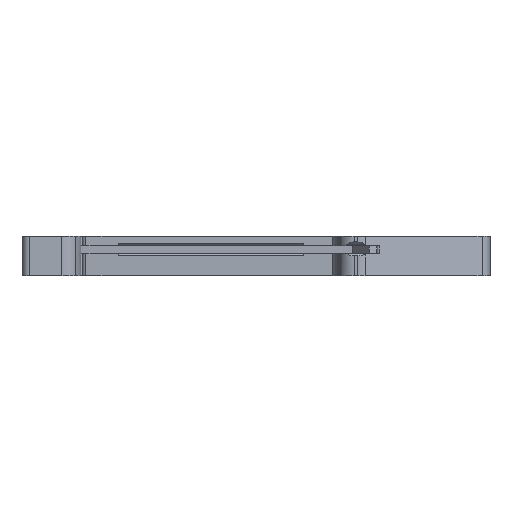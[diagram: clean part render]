
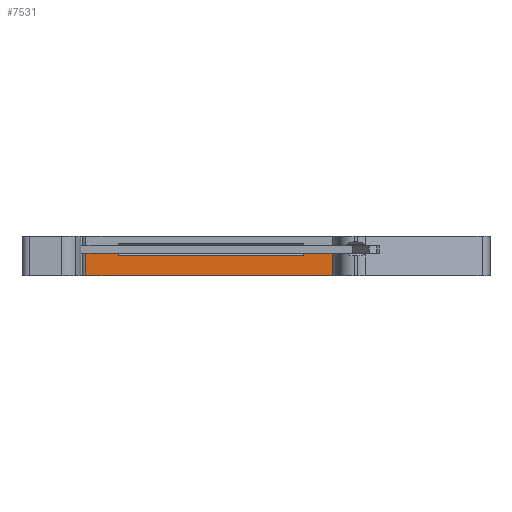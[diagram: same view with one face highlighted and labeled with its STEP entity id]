
A CAD part, front view. The second image highlights one B-rep face of the part: STEP entity #7531.
In plain terms, the highlighted planar face has unit normal (0, -1, 0).
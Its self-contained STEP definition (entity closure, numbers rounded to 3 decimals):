
#1199=CARTESIAN_POINT('',(48.35,-29.4,2.6));
#1200=VERTEX_POINT('',#1199);
#1217=CARTESIAN_POINT('',(24.35,-29.4,2.6));
#1218=VERTEX_POINT('',#1217);
#1225=CARTESIAN_POINT('',(24.35,-29.4,2.6));
#1226=DIRECTION('',(1.,0.,0.));
#1227=VECTOR('',#1226,24.);
#1228=LINE('',#1225,#1227);
#1229=EDGE_CURVE('',#1218,#1200,#1228,.T.);
#1239=CARTESIAN_POINT('',(24.35,-29.4,2.9));
#1240=VERTEX_POINT('',#1239);
#1241=CARTESIAN_POINT('',(24.35,-29.4,2.9));
#1242=DIRECTION('',(0.,0.,-1.));
#1243=VECTOR('',#1242,0.3);
#1244=LINE('',#1241,#1243);
#1245=EDGE_CURVE('',#1240,#1218,#1244,.T.);
#1547=CARTESIAN_POINT('',(20.147,-29.4,0.));
#1548=VERTEX_POINT('',#1547);
#1556=CARTESIAN_POINT('',(20.147,-29.4,2.9));
#1557=VERTEX_POINT('',#1556);
#1558=CARTESIAN_POINT('',(20.147,-29.4,0.));
#1559=DIRECTION('',(0.,0.,1.));
#1560=VECTOR('',#1559,2.9);
#1561=LINE('',#1558,#1560);
#1562=EDGE_CURVE('',#1548,#1557,#1561,.T.);
#7468=CARTESIAN_POINT('',(53.28,-29.4,0.));
#7469=VERTEX_POINT('',#7468);
#7477=CARTESIAN_POINT('',(53.28,-29.4,2.9));
#7478=VERTEX_POINT('',#7477);
#7485=CARTESIAN_POINT('',(53.28,-29.4,2.9));
#7486=DIRECTION('',(0.,0.,-1.));
#7487=VECTOR('',#7486,2.9);
#7488=LINE('',#7485,#7487);
#7489=EDGE_CURVE('',#7478,#7469,#7488,.T.);
#7494=CARTESIAN_POINT('',(36.714,-29.4,1.45));
#7495=DIRECTION('',(0.,0.,-1.));
#7496=DIRECTION('',(0.,-1.,0.));
#7497=AXIS2_PLACEMENT_3D('',#7494,#7496,#7495);
#7498=PLANE('',#7497);
#7499=ORIENTED_EDGE('',*,*,#1229,.F.);
#7500=ORIENTED_EDGE('',*,*,#1245,.F.);
#7501=CARTESIAN_POINT('',(24.35,-29.4,2.9));
#7502=DIRECTION('',(-1.,0.,0.));
#7503=VECTOR('',#7502,4.203);
#7504=LINE('',#7501,#7503);
#7505=EDGE_CURVE('',#1240,#1557,#7504,.T.);
#7506=ORIENTED_EDGE('E703',*,*,#7505,.T.);
#7507=ORIENTED_EDGE('E703',*,*,#1562,.F.);
#7508=CARTESIAN_POINT('',(20.147,-29.4,0.));
#7509=DIRECTION('',(1.,0.,0.));
#7510=VECTOR('',#7509,33.133);
#7511=LINE('',#7508,#7510);
#7512=EDGE_CURVE('',#1548,#7469,#7511,.T.);
#7513=ORIENTED_EDGE('E704',*,*,#7512,.T.);
#7514=ORIENTED_EDGE('E704',*,*,#7489,.F.);
#7515=CARTESIAN_POINT('',(48.35,-29.4,2.9));
#7516=VERTEX_POINT('',#7515);
#7517=CARTESIAN_POINT('',(53.28,-29.4,2.9));
#7518=DIRECTION('',(-1.,0.,0.));
#7519=VECTOR('',#7518,4.93);
#7520=LINE('',#7517,#7519);
#7521=EDGE_CURVE('',#7478,#7516,#7520,.T.);
#7522=ORIENTED_EDGE('E705',*,*,#7521,.T.);
#7523=CARTESIAN_POINT('',(48.35,-29.4,2.9));
#7524=DIRECTION('',(0.,0.,-1.));
#7525=VECTOR('',#7524,0.3);
#7526=LINE('',#7523,#7525);
#7527=EDGE_CURVE('',#7516,#1200,#7526,.T.);
#7528=ORIENTED_EDGE('E706',*,*,#7527,.T.);
#7529=EDGE_LOOP('',(#7499,#7500,#7506,#7507,#7513,#7514,#7522,#7528));
#7530=FACE_OUTER_BOUND('',#7529,.T.);
#7531=ADVANCED_FACE('F228',(#7530),#7498,.T.);
